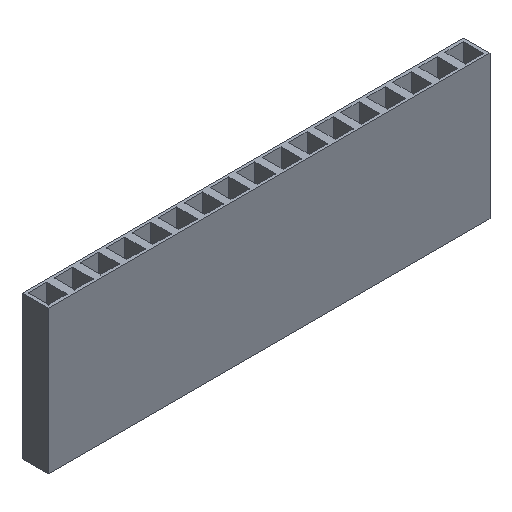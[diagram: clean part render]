
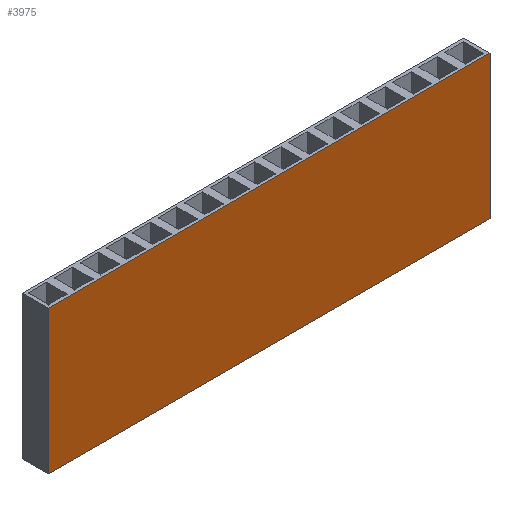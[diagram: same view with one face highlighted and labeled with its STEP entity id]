
A CAD part, isometric view. The second image highlights one B-rep face of the part: STEP entity #3975.
In plain terms, the highlighted planar face has unit normal (0, -1, 0).
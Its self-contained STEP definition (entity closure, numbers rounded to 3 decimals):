
#7 = CARTESIAN_POINT ( 'NONE',  ( -21.55, -1.27, 7. ) ) ;
#573 = CARTESIAN_POINT ( 'NONE',  ( 21.55, -1.27, -7. ) ) ;
#653 = VECTOR ( 'NONE', #4331, 1000. ) ;
#844 = LINE ( 'NONE', #3094, #2749 ) ;
#1337 = VECTOR ( 'NONE', #1454, 1000. ) ;
#1454 = DIRECTION ( 'NONE',  ( 0., 0., -1. ) ) ;
#1511 = ORIENTED_EDGE ( 'NONE', *, *, #2029, .F. ) ;
#1526 = VERTEX_POINT ( 'NONE', #3168 ) ;
#2029 = EDGE_CURVE ( 'NONE', #2686, #5214, #844, .T. ) ;
#2503 = EDGE_LOOP ( 'NONE', ( #6926, #1511, #4449, #5637 ) ) ;
#2686 = VERTEX_POINT ( 'NONE', #5105 ) ;
#2749 = VECTOR ( 'NONE', #7059, 1000. ) ;
#2917 = LINE ( 'NONE', #4298, #653 ) ;
#3094 = CARTESIAN_POINT ( 'NONE',  ( -21.55, -1.27, 7. ) ) ;
#3143 = LINE ( 'NONE', #6491, #1337 ) ;
#3168 = CARTESIAN_POINT ( 'NONE',  ( -21.55, -1.27, -7. ) ) ;
#3289 = LINE ( 'NONE', #7, #4246 ) ;
#3415 = DIRECTION ( 'NONE',  ( 0., -1., 0. ) ) ;
#3770 = EDGE_CURVE ( 'NONE', #4824, #1526, #2917, .T. ) ;
#3975 = ADVANCED_FACE ( 'NONE', ( #7258 ), #6279, .T. ) ;
#4246 = VECTOR ( 'NONE', #4983, 1000. ) ;
#4298 = CARTESIAN_POINT ( 'NONE',  ( -21.55, -1.27, -7. ) ) ;
#4331 = DIRECTION ( 'NONE',  ( -1., 0., 0. ) ) ;
#4340 = EDGE_CURVE ( 'NONE', #1526, #2686, #3289, .T. ) ;
#4441 = DIRECTION ( 'NONE',  ( 0., 0., -1. ) ) ;
#4449 = ORIENTED_EDGE ( 'NONE', *, *, #4340, .F. ) ;
#4824 = VERTEX_POINT ( 'NONE', #6407 ) ;
#4983 = DIRECTION ( 'NONE',  ( 0., 0., 1. ) ) ;
#5105 = CARTESIAN_POINT ( 'NONE',  ( -21.55, -1.27, 7. ) ) ;
#5214 = VERTEX_POINT ( 'NONE', #6948 ) ;
#5637 = ORIENTED_EDGE ( 'NONE', *, *, #3770, .F. ) ;
#6279 = PLANE ( 'NONE',  #7228 ) ;
#6407 = CARTESIAN_POINT ( 'NONE',  ( 21.55, -1.27, -7. ) ) ;
#6491 = CARTESIAN_POINT ( 'NONE',  ( 21.55, -1.27, 7. ) ) ;
#6655 = EDGE_CURVE ( 'NONE', #5214, #4824, #3143, .T. ) ;
#6926 = ORIENTED_EDGE ( 'NONE', *, *, #6655, .F. ) ;
#6948 = CARTESIAN_POINT ( 'NONE',  ( 21.55, -1.27, 7. ) ) ;
#7059 = DIRECTION ( 'NONE',  ( 1., 0., 0. ) ) ;
#7228 = AXIS2_PLACEMENT_3D ( 'NONE', #573, #3415, #4441 ) ;
#7258 = FACE_OUTER_BOUND ( 'NONE', #2503, .T. ) ;
